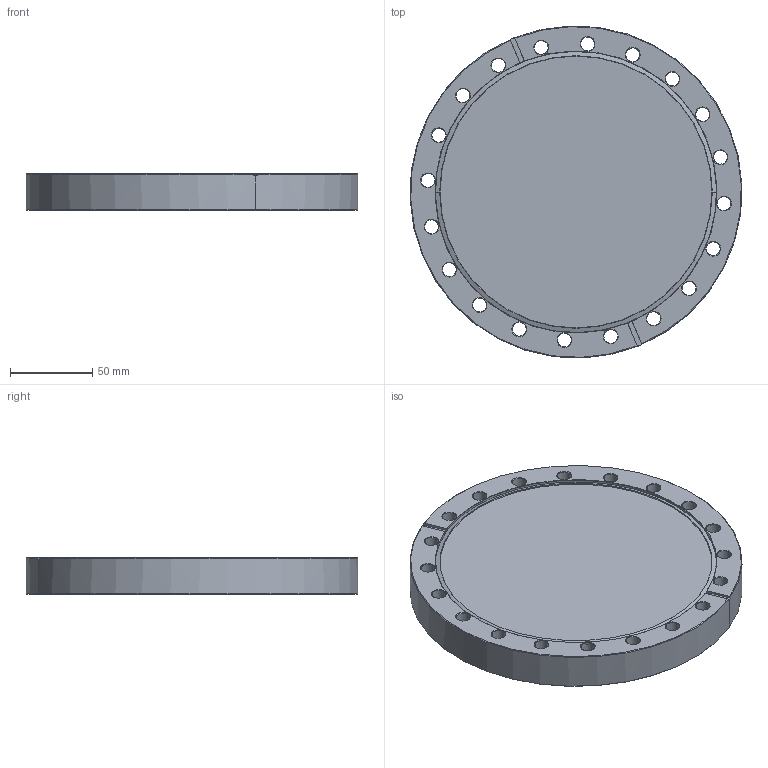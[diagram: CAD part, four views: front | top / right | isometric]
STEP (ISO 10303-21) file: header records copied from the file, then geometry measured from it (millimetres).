
FILE_DESCRIPTION (( 'STEP AP214' ), '1' );
FILE_NAME ('Hositrad_CF150-BR.STEP', '2017-04-28T09:47:22', ( 'Gebruiker' ), ( '' ), 'SwSTEP 2.0', 'SolidWorks 2017', '' );
FILE_SCHEMA (( 'AUTOMOTIVE_DESIGN' ));
Length unit declared in the file: millimetre
Products named in the file (3): CF150-BR outerring; CF150-BR innerring; Hositrad_CF150-BR
Assembly tree (2 placements, depth 2):
  Hositrad_CF150-BR
    CF150-BR innerring
    CF150-BR outerring
Bounding box: 202.2 x 202.29 x 22.3 mm (x, y, z)
Volume: 527401.9 mm3; surface area: 110419.9 mm2
Topology: 2 solids, 2 shells, 156 faces, 364 edges, 212 vertices
Faces by surface type: cone 96, cylinder 48, plane 12
Entity records: 4656 total; most frequent: DIRECTION 878, CARTESIAN_POINT 761, ORIENTED_EDGE 728, EDGE_CURVE 364, AXIS2_PLACEMENT_3D 361, VERTEX_POINT 212, CIRCLE 200, EDGE_LOOP 198
